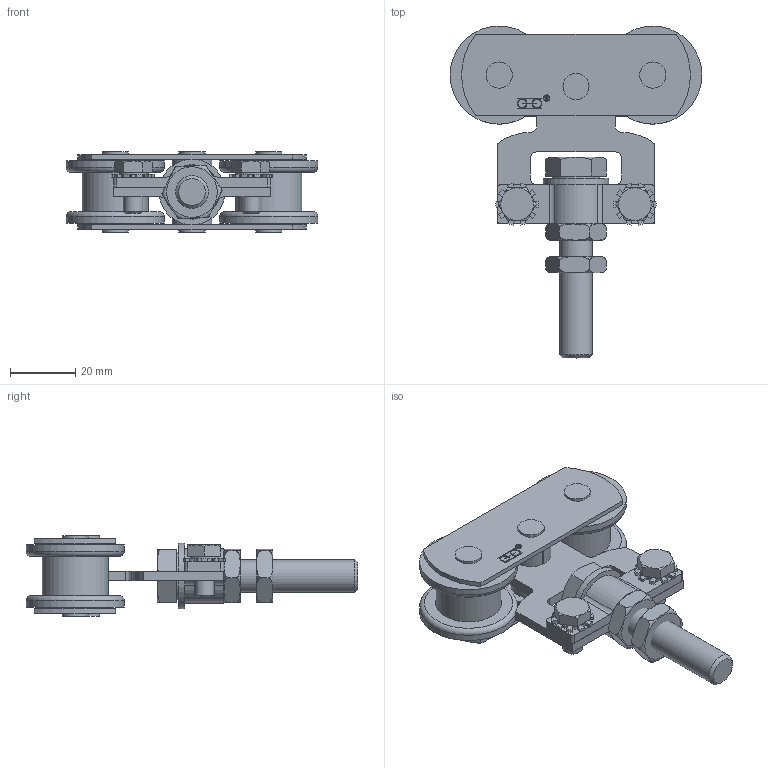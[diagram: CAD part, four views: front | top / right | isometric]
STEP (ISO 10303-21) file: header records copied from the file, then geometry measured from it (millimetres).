
FILE_DESCRIPTION(/* description */ (''),/* implementation_level */ '2;1');
FILE_NAME(/* name */ '0235D.stp',/* time_stamp */ '2020-02-26T14:27:36+01:00',/* author */ ('DBARI'),/* organization */ (''),/* preprocessor_version */ 'ST-DEVELOPER v17.2',/* originating_system */ 'Autodesk Inventor 2019',/* authorisation */ '');
FILE_SCHEMA (('AUTOMOTIVE_DESIGN { 1 0 10303 214 3 1 1 }'));
Length unit declared in the file: millimetre
Products named in the file (14): 0235D; 13504; 15047; 15046; 14942; 14987; 13581; 14941; 14988; 04796; 06010; 04563; 15654; 09014
Assembly tree (30 placements, depth 2):
  0235D
    13504  x2
    15047  x2
    15046  x2
    14942  x2
    14987
    13581
    14941  x3
    14988
    04796
    06010  x2
    04563  x2
    15654  x9
    09014  x2
Bounding box: 77 x 101.5 x 24.6 mm (x, y, z)
Volume: 38233.4 mm3; surface area: 35787.3 mm2
Topology: 30 solids, 30 shells, 622 faces, 1671 edges, 1107 vertices
Faces by surface type: plane 303, cylinder 270, cone 25, bspline 16, torus 8
Full cylindrical faces by diameter (mm): 1.7 x2, 2 x2, 3 x9, 5 x2, 5.5 x6, 5.7 x6, 6 x2, 6.2 x4, 8 x6, 8.376 x2, 8.88 x2, 10 x4, 10.2 x3, 10.4 x1, 12.2 x2, 14.63 x1, 15.8 x2, 16.1 x2, 20.1 x1, 20.2 x2, 22 x4, 30 x4
Entity records: 11743 total; most frequent: CARTESIAN_POINT 2303, DIRECTION 1970, ORIENTED_EDGE 1820, EDGE_CURVE 910, AXIS2_PLACEMENT_3D 747, VERTEX_POINT 602, LINE 476, VECTOR 476
